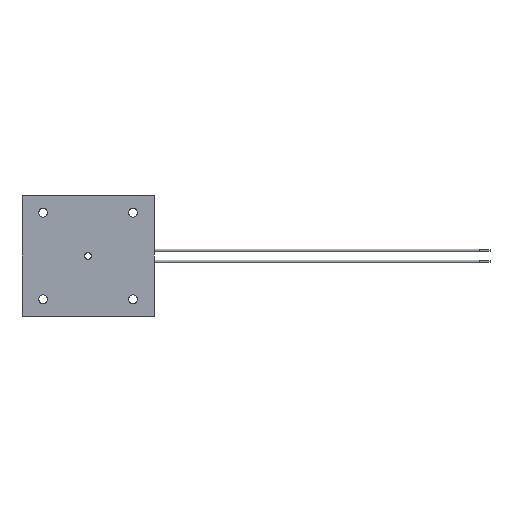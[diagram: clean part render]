
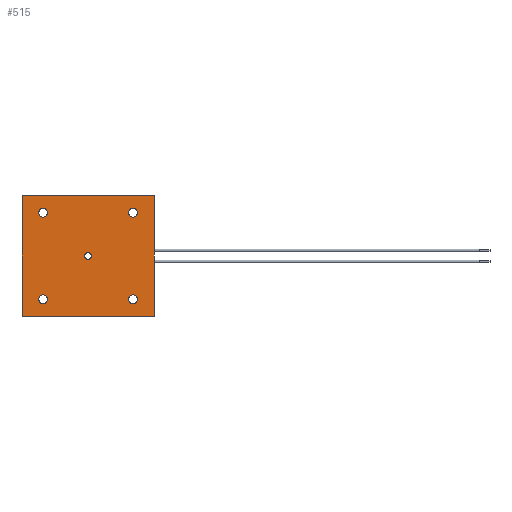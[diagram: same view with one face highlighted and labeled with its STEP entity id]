
A CAD part, front view. The second image highlights one B-rep face of the part: STEP entity #515.
In plain terms, the highlighted planar face has unit normal (0, -1, 0).
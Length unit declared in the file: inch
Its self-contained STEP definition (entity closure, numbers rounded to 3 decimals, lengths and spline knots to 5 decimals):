
#59 = AXIS2_PLACEMENT_3D ( 'NONE', #1476, #3198, #7861 ) ;
#259 = CARTESIAN_POINT ( 'NONE',  ( 1.1985, 0., 1.096 ) ) ;
#325 = EDGE_CURVE ( 'NONE', #2967, #2365, #2758, .T. ) ;
#392 = CIRCLE ( 'NONE', #9276, 0.0785 ) ;
#515 = ADVANCED_FACE ( 'NONE', ( #1031, #4618, #8886, #4889, #4033, #2160 ), #3564, .F. ) ;
#541 = VERTEX_POINT ( 'NONE', #11654 ) ;
#1010 = VECTOR ( 'NONE', #1423, 39.37008 ) ;
#1031 = FACE_BOUND ( 'NONE', #7418, .T. ) ;
#1162 = ORIENTED_EDGE ( 'NONE', *, *, #325, .T. ) ;
#1325 = EDGE_CURVE ( 'NONE', #2365, #2967, #3663, .T. ) ;
#1423 = DIRECTION ( 'NONE',  ( 0., 0., -1. ) ) ;
#1459 = DIRECTION ( 'NONE',  ( 0., -1., 0. ) ) ;
#1476 = CARTESIAN_POINT ( 'NONE',  ( 0., 0., 0. ) ) ;
#1563 = EDGE_CURVE ( 'NONE', #9468, #7814, #1654, .T. ) ;
#1654 = CIRCLE ( 'NONE', #7326, 0.0785 ) ;
#1671 = CIRCLE ( 'NONE', #7367, 0.0785 ) ;
#1873 = LINE ( 'NONE', #9702, #1010 ) ;
#1989 = CARTESIAN_POINT ( 'NONE',  ( -0.815, 0., 0.785 ) ) ;
#2106 = VERTEX_POINT ( 'NONE', #10976 ) ;
#2160 = FACE_BOUND ( 'NONE', #7673, .T. ) ;
#2174 = CARTESIAN_POINT ( 'NONE',  ( 0.815, 0., -0.785 ) ) ;
#2296 = ORIENTED_EDGE ( 'NONE', *, *, #10295, .F. ) ;
#2365 = VERTEX_POINT ( 'NONE', #3141 ) ;
#2375 = DIRECTION ( 'NONE',  ( 0., 0., 1. ) ) ;
#2582 = AXIS2_PLACEMENT_3D ( 'NONE', #3150, #9536, #4098 ) ;
#2616 = CIRCLE ( 'NONE', #10324, 0.0785 ) ;
#2645 = VECTOR ( 'NONE', #2777, 39.37008 ) ;
#2758 = CIRCLE ( 'NONE', #2582, 0.061 ) ;
#2777 = DIRECTION ( 'NONE',  ( -1., 0., 0. ) ) ;
#2857 = EDGE_CURVE ( 'NONE', #3045, #9480, #11523, .T. ) ;
#2967 = VERTEX_POINT ( 'NONE', #8304 ) ;
#3045 = VERTEX_POINT ( 'NONE', #3702 ) ;
#3141 = CARTESIAN_POINT ( 'NONE',  ( 0., 0., 0.061 ) ) ;
#3150 = CARTESIAN_POINT ( 'NONE',  ( 0., 0., 0. ) ) ;
#3198 = DIRECTION ( 'NONE',  ( 0., 1., 0. ) ) ;
#3564 = PLANE ( 'NONE',  #6173 ) ;
#3663 = CIRCLE ( 'NONE', #59, 0.061 ) ;
#3702 = CARTESIAN_POINT ( 'NONE',  ( 1.1985, 0., -1.096 ) ) ;
#3799 = DIRECTION ( 'NONE',  ( 0., 1., 0. ) ) ;
#3931 = ORIENTED_EDGE ( 'NONE', *, *, #1325, .T. ) ;
#3935 = DIRECTION ( 'NONE',  ( 0., -1., 0. ) ) ;
#3972 = ORIENTED_EDGE ( 'NONE', *, *, #1563, .T. ) ;
#4033 = FACE_BOUND ( 'NONE', #4339, .T. ) ;
#4083 = AXIS2_PLACEMENT_3D ( 'NONE', #5133, #1459, #2375 ) ;
#4098 = DIRECTION ( 'NONE',  ( 0., 0., 1. ) ) ;
#4338 = ORIENTED_EDGE ( 'NONE', *, *, #5679, .T. ) ;
#4339 = EDGE_LOOP ( 'NONE', ( #4832, #8394 ) ) ;
#4345 = CARTESIAN_POINT ( 'NONE',  ( -1.1985, 0., -1.096 ) ) ;
#4375 = EDGE_CURVE ( 'NONE', #6683, #11706, #10999, .T. ) ;
#4571 = DIRECTION ( 'NONE',  ( 0., 0., 1. ) ) ;
#4618 = FACE_BOUND ( 'NONE', #11595, .T. ) ;
#4832 = ORIENTED_EDGE ( 'NONE', *, *, #6563, .F. ) ;
#4866 = DIRECTION ( 'NONE',  ( 0., 1., 0. ) ) ;
#4889 = FACE_OUTER_BOUND ( 'NONE', #6916, .T. ) ;
#4902 = EDGE_CURVE ( 'NONE', #7814, #9468, #7522, .T. ) ;
#4941 = DIRECTION ( 'NONE',  ( 0., 0., 1. ) ) ;
#4972 = DIRECTION ( 'NONE',  ( 0., 0., 1. ) ) ;
#5014 = ORIENTED_EDGE ( 'NONE', *, *, #5832, .T. ) ;
#5064 = AXIS2_PLACEMENT_3D ( 'NONE', #2174, #6689, #4941 ) ;
#5133 = CARTESIAN_POINT ( 'NONE',  ( -0.815, 0., -0.785 ) ) ;
#5344 = CARTESIAN_POINT ( 'NONE',  ( 0.815, 0., -0.8635 ) ) ;
#5498 = CARTESIAN_POINT ( 'NONE',  ( -0.815, 0., -0.8635 ) ) ;
#5573 = EDGE_LOOP ( 'NONE', ( #5014, #4338 ) ) ;
#5679 = EDGE_CURVE ( 'NONE', #541, #9945, #392, .T. ) ;
#5707 = CARTESIAN_POINT ( 'NONE',  ( -0.815, 0., 0.785 ) ) ;
#5832 = EDGE_CURVE ( 'NONE', #9945, #541, #7113, .T. ) ;
#6173 = AXIS2_PLACEMENT_3D ( 'NONE', #11771, #8859, #9927 ) ;
#6192 = CARTESIAN_POINT ( 'NONE',  ( -0.815, 0., -0.785 ) ) ;
#6478 = CARTESIAN_POINT ( 'NONE',  ( -0.815, 0., 0.8635 ) ) ;
#6525 = DIRECTION ( 'NONE',  ( 0., 0., 1. ) ) ;
#6563 = EDGE_CURVE ( 'NONE', #11698, #2106, #1671, .T. ) ;
#6586 = DIRECTION ( 'NONE',  ( 0., 0., 1. ) ) ;
#6625 = CARTESIAN_POINT ( 'NONE',  ( 0.815, 0., -0.785 ) ) ;
#6683 = VERTEX_POINT ( 'NONE', #8553 ) ;
#6689 = DIRECTION ( 'NONE',  ( 0., 1., 0. ) ) ;
#6824 = EDGE_CURVE ( 'NONE', #11706, #6683, #10843, .T. ) ;
#6916 = EDGE_LOOP ( 'NONE', ( #9495, #7744, #2296, #11361 ) ) ;
#6945 = DIRECTION ( 'NONE',  ( -1., 0., 0. ) ) ;
#7113 = CIRCLE ( 'NONE', #7661, 0.0785 ) ;
#7326 = AXIS2_PLACEMENT_3D ( 'NONE', #6625, #11223, #6586 ) ;
#7367 = AXIS2_PLACEMENT_3D ( 'NONE', #9526, #3935, #4972 ) ;
#7418 = EDGE_LOOP ( 'NONE', ( #3931, #1162 ) ) ;
#7522 = CIRCLE ( 'NONE', #5064, 0.0785 ) ;
#7582 = VERTEX_POINT ( 'NONE', #259 ) ;
#7661 = AXIS2_PLACEMENT_3D ( 'NONE', #5707, #4866, #11166 ) ;
#7673 = EDGE_LOOP ( 'NONE', ( #9529, #10440 ) ) ;
#7744 = ORIENTED_EDGE ( 'NONE', *, *, #2857, .F. ) ;
#7814 = VERTEX_POINT ( 'NONE', #9512 ) ;
#7861 = DIRECTION ( 'NONE',  ( 0., 0., 1. ) ) ;
#8178 = DIRECTION ( 'NONE',  ( 0., -1., 0. ) ) ;
#8209 = CARTESIAN_POINT ( 'NONE',  ( 0.815, 0., 0.785 ) ) ;
#8304 = CARTESIAN_POINT ( 'NONE',  ( 0., 0., -0.061 ) ) ;
#8339 = EDGE_CURVE ( 'NONE', #7582, #10334, #10328, .T. ) ;
#8394 = ORIENTED_EDGE ( 'NONE', *, *, #11660, .F. ) ;
#8553 = CARTESIAN_POINT ( 'NONE',  ( -0.815, 0., -0.7065 ) ) ;
#8701 = LINE ( 'NONE', #10705, #11308 ) ;
#8831 = DIRECTION ( 'NONE',  ( 0., 0., 1. ) ) ;
#8859 = DIRECTION ( 'NONE',  ( 0., 1., 0. ) ) ;
#8886 = FACE_BOUND ( 'NONE', #5573, .T. ) ;
#8965 = AXIS2_PLACEMENT_3D ( 'NONE', #6192, #10658, #8831 ) ;
#9137 = EDGE_CURVE ( 'NONE', #10334, #9480, #1873, .T. ) ;
#9276 = AXIS2_PLACEMENT_3D ( 'NONE', #1989, #3799, #4571 ) ;
#9468 = VERTEX_POINT ( 'NONE', #5344 ) ;
#9480 = VERTEX_POINT ( 'NONE', #4345 ) ;
#9495 = ORIENTED_EDGE ( 'NONE', *, *, #9137, .T. ) ;
#9512 = CARTESIAN_POINT ( 'NONE',  ( 0.815, 0., -0.7065 ) ) ;
#9526 = CARTESIAN_POINT ( 'NONE',  ( 0.815, 0., 0.785 ) ) ;
#9529 = ORIENTED_EDGE ( 'NONE', *, *, #4375, .F. ) ;
#9536 = DIRECTION ( 'NONE',  ( 0., 1., 0. ) ) ;
#9631 = CARTESIAN_POINT ( 'NONE',  ( 1.1985, 0., 1.096 ) ) ;
#9694 = CARTESIAN_POINT ( 'NONE',  ( -1.1985, 0., 1.096 ) ) ;
#9702 = CARTESIAN_POINT ( 'NONE',  ( -1.1985, 0., 1.096 ) ) ;
#9876 = ORIENTED_EDGE ( 'NONE', *, *, #4902, .T. ) ;
#9920 = VECTOR ( 'NONE', #6945, 39.37008 ) ;
#9927 = DIRECTION ( 'NONE',  ( 0., 0., 1. ) ) ;
#9945 = VERTEX_POINT ( 'NONE', #6478 ) ;
#10295 = EDGE_CURVE ( 'NONE', #7582, #3045, #8701, .T. ) ;
#10324 = AXIS2_PLACEMENT_3D ( 'NONE', #8209, #8178, #6525 ) ;
#10328 = LINE ( 'NONE', #9631, #9920 ) ;
#10334 = VERTEX_POINT ( 'NONE', #9694 ) ;
#10440 = ORIENTED_EDGE ( 'NONE', *, *, #6824, .F. ) ;
#10658 = DIRECTION ( 'NONE',  ( 0., -1., 0. ) ) ;
#10705 = CARTESIAN_POINT ( 'NONE',  ( 1.1985, 0., 1.096 ) ) ;
#10843 = CIRCLE ( 'NONE', #4083, 0.0785 ) ;
#10976 = CARTESIAN_POINT ( 'NONE',  ( 0.815, 0., 0.7065 ) ) ;
#10999 = CIRCLE ( 'NONE', #8965, 0.0785 ) ;
#11081 = CARTESIAN_POINT ( 'NONE',  ( 0.815, 0., 0.8635 ) ) ;
#11166 = DIRECTION ( 'NONE',  ( 0., 0., 1. ) ) ;
#11223 = DIRECTION ( 'NONE',  ( 0., 1., 0. ) ) ;
#11308 = VECTOR ( 'NONE', #11629, 39.37008 ) ;
#11361 = ORIENTED_EDGE ( 'NONE', *, *, #8339, .T. ) ;
#11523 = LINE ( 'NONE', #11827, #2645 ) ;
#11595 = EDGE_LOOP ( 'NONE', ( #9876, #3972 ) ) ;
#11629 = DIRECTION ( 'NONE',  ( 0., 0., -1. ) ) ;
#11654 = CARTESIAN_POINT ( 'NONE',  ( -0.815, 0., 0.7065 ) ) ;
#11660 = EDGE_CURVE ( 'NONE', #2106, #11698, #2616, .T. ) ;
#11698 = VERTEX_POINT ( 'NONE', #11081 ) ;
#11706 = VERTEX_POINT ( 'NONE', #5498 ) ;
#11771 = CARTESIAN_POINT ( 'NONE',  ( 1.1985, 0., 1.096 ) ) ;
#11827 = CARTESIAN_POINT ( 'NONE',  ( 1.1985, 0., -1.096 ) ) ;
